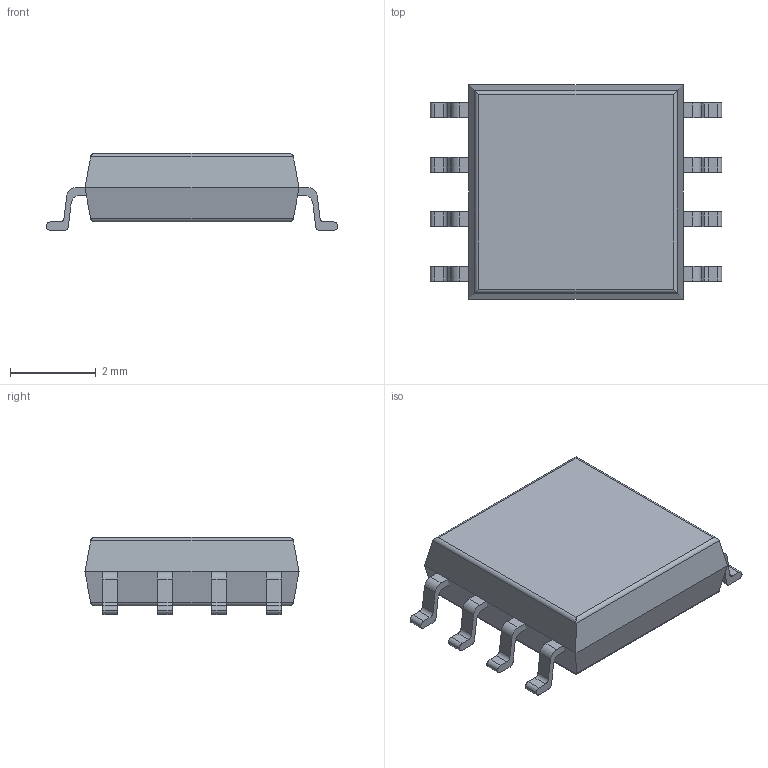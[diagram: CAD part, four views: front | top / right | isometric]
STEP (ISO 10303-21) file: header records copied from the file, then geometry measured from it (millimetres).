
FILE_DESCRIPTION(/* description */ (''),/* implementation_level */ '2;1');
FILE_NAME(/* name */ 'DMP8.step',/* time_stamp */ '2023-09-26T22:03:01+09:00',/* author */ (''),/* organization */ (''),/* preprocessor_version */ 'ST-DEVELOPER v20',/* originating_system */ 'Autodesk Translation Framework v12.9.0.99',/* authorisation */ '');
FILE_SCHEMA (('AUTOMOTIVE_DESIGN { 1 0 10303 214 3 1 1 }'));
Length unit declared in the file: millimetre
Products named in the file (2): DMP8; コンポーネント2
Assembly tree (4 placements, depth 2):
  DMP8
    コンポーネント2  x4
Bounding box: 6.8 x 5 x 1.8 mm (x, y, z)
Volume: 39.5 mm3; surface area: 108.7 mm2
Topology: 5 solids, 5 shells, 114 faces, 300 edges, 196 vertices
Faces by surface type: plane 58, cylinder 56
Entity records: 1314 total; most frequent: DIRECTION 230, CARTESIAN_POINT 214, ORIENTED_EDGE 204, EDGE_CURVE 102, AXIS2_PLACEMENT_3D 80, LINE 70, VECTOR 70, VERTEX_POINT 64
